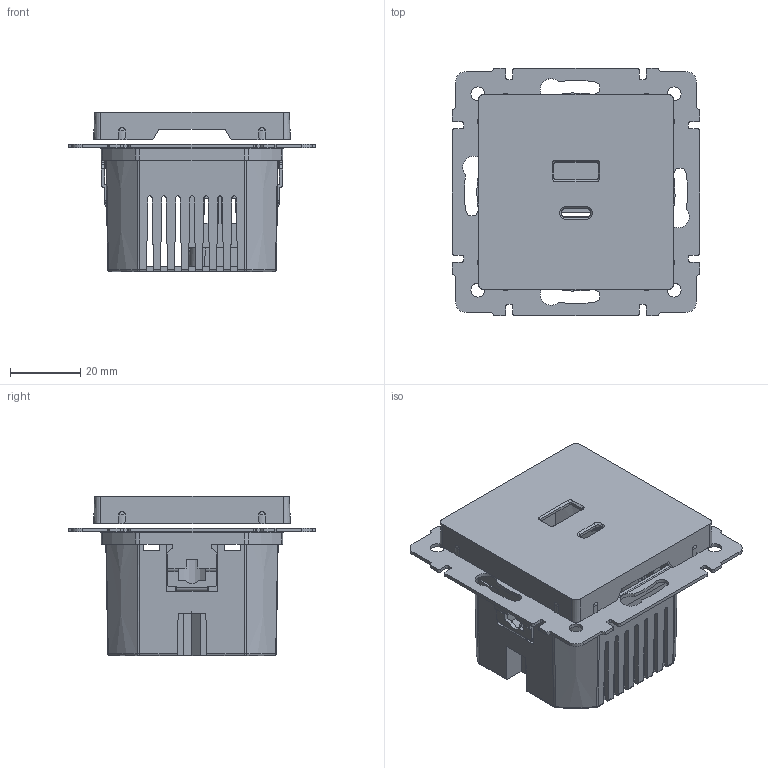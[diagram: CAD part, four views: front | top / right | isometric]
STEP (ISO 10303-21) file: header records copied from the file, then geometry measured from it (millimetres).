
FILE_DESCRIPTION (( 'STEP AP214' ), '1' );
FILE_NAME ('45 W (íà ñàéò) .STEP', '2024-11-07T07:48:39', ( '' ), ( '' ), 'SwSTEP 2.0', 'SolidWorks 2022', '' );
FILE_SCHEMA (( 'AUTOMOTIVE_DESIGN' ));
Length unit declared in the file: millimetre
Products named in the file (1): 45 W (на сайт) 
Bounding box: 70.8 x 70.8 x 45.45 mm (x, y, z)
Volume: 20650.9 mm3; surface area: 34367.7 mm2
Topology: 3 solids, 3 shells, 865 faces, 2450 edges, 1568 vertices
Faces by surface type: plane 453, cylinder 205, cone 97, torus 72, bspline 30, sphere 8
Entity records: 28644 total; most frequent: CARTESIAN_POINT 5898, ORIENTED_EDGE 4900, DIRECTION 4649, EDGE_CURVE 2450, LINE 1627, VECTOR 1627, VERTEX_POINT 1568, AXIS2_PLACEMENT_3D 1511
